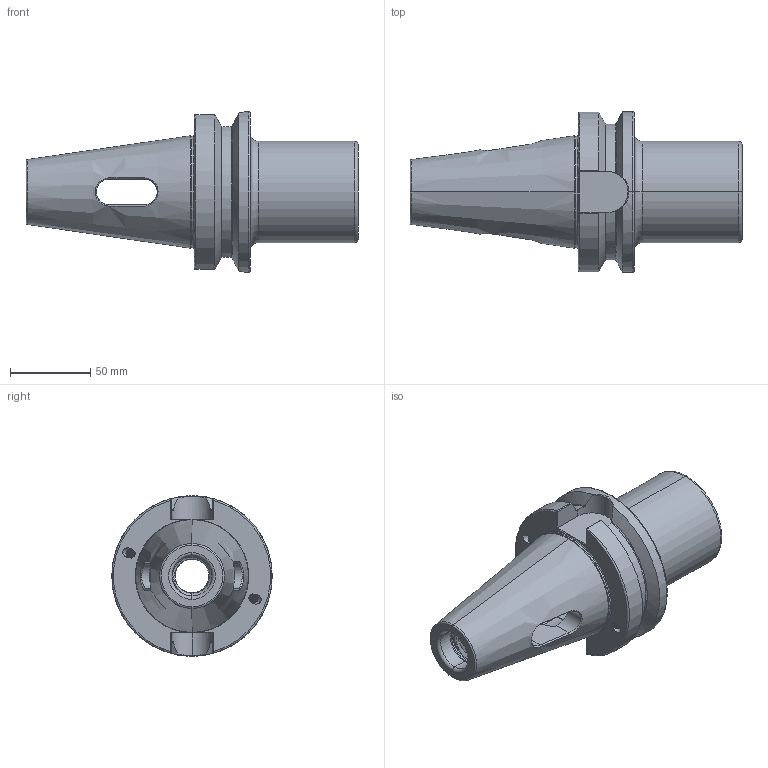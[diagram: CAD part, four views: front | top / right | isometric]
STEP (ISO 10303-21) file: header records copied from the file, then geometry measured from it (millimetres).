
FILE_DESCRIPTION (( 'STEP AP203' ), '1' );
FILE_NAME ('506.07.05.STEP', '2016-08-01T05:15:39', ( '' ), ( '' ), 'SwSTEP 2.0', 'SolidWorks 2012', '' );
FILE_SCHEMA (( 'CONFIG_CONTROL_DESIGN' ));
Length unit declared in the file: millimetre
Products named in the file (1): 506.07.05
Bounding box: 206.8 x 100 x 100 mm (x, y, z)
Volume: 470471.6 mm3; surface area: 82121 mm2
Topology: 1 solids, 1 shells, 191 faces, 508 edges, 319 vertices
Faces by surface type: cylinder 79, plane 37, torus 29, cone 23, bspline 23
Entity records: 14867 total; most frequent: CARTESIAN_POINT 10556, ORIENTED_EDGE 1016, DIRECTION 751, EDGE_CURVE 508, VERTEX_POINT 319, AXIS2_PLACEMENT_3D 297, EDGE_LOOP 201, FACE_OUTER_BOUND 191
